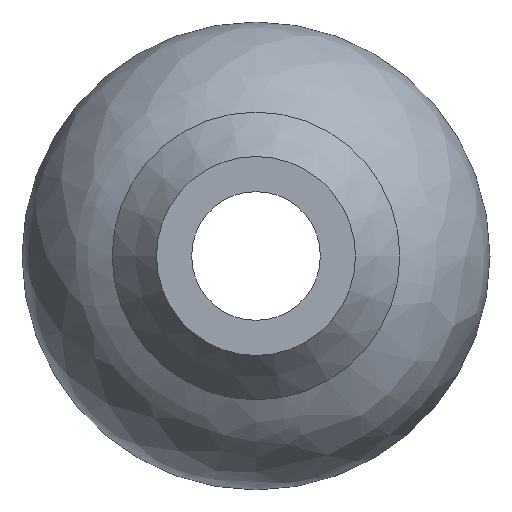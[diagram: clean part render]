
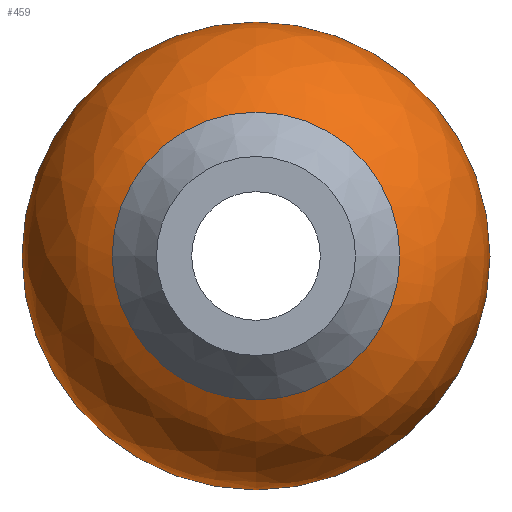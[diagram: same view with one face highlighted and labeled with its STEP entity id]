
A CAD part, front view. The second image highlights one B-rep face of the part: STEP entity #459.
In plain terms, the highlighted free-form (B-spline) face has degree [2, 2] with [3, 9] control points.
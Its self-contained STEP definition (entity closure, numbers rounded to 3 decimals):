
#23=(
BOUNDED_SURFACE()
B_SPLINE_SURFACE(2,2,((#1492,#1493,#1494,#1495,#1496,#1497,#1498,#1499,
#1500),(#1501,#1502,#1503,#1504,#1505,#1506,#1507,#1508,#1509),(#1510,#1511,
#1512,#1513,#1514,#1515,#1516,#1517,#1518)),.UNSPECIFIED.,.F.,.T.,.F.)
B_SPLINE_SURFACE_WITH_KNOTS((3,3),(3,2,2,2,3),(-1.105,0.),(-3.142,
-1.571,0.,1.571,3.142),.UNSPECIFIED.)
GEOMETRIC_REPRESENTATION_ITEM()
RATIONAL_B_SPLINE_SURFACE(((1.,0.707,1.,0.707,1.,
0.707,1.,0.707,1.),(0.851,0.602,
0.851,0.602,0.851,0.602,
0.851,0.602,0.851),(1.,0.707,
1.,0.707,1.,0.707,1.,0.707,1.)))
REPRESENTATION_ITEM('')
SURFACE()
);
#29=CIRCLE('',#503,6.147);
#30=CIRCLE('',#504,6.147);
#33=CIRCLE('',#508,10.);
#34=CIRCLE('',#509,10.);
#35=CIRCLE('',#510,7.);
#36=CIRCLE('',#511,10.);
#58=FACE_OUTER_BOUND('',#85,.T.);
#85=EDGE_LOOP('',(#349,#350,#351,#352,#353,#354,#355));
#204=VERTEX_POINT('',#1481);
#205=VERTEX_POINT('',#1482);
#208=VERTEX_POINT('',#1519);
#209=VERTEX_POINT('',#1520);
#210=VERTEX_POINT('',#1522);
#260=EDGE_CURVE('',#204,#205,#29,.T.);
#261=EDGE_CURVE('',#205,#204,#30,.T.);
#266=EDGE_CURVE('',#208,#209,#33,.T.);
#267=EDGE_CURVE('',#209,#210,#34,.T.);
#268=EDGE_CURVE('',#210,#205,#35,.T.);
#269=EDGE_CURVE('',#210,#208,#36,.T.);
#349=ORIENTED_EDGE('',*,*,#266,.T.);
#350=ORIENTED_EDGE('',*,*,#267,.T.);
#351=ORIENTED_EDGE('',*,*,#268,.T.);
#352=ORIENTED_EDGE('',*,*,#260,.F.);
#353=ORIENTED_EDGE('',*,*,#261,.F.);
#354=ORIENTED_EDGE('',*,*,#268,.F.);
#355=ORIENTED_EDGE('',*,*,#269,.T.);
#459=ADVANCED_FACE('',(#58),#23,.F.);
#503=AXIS2_PLACEMENT_3D('',#1483,#580,#581);
#504=AXIS2_PLACEMENT_3D('',#1484,#582,#583);
#508=AXIS2_PLACEMENT_3D('',#1521,#592,#593);
#509=AXIS2_PLACEMENT_3D('',#1523,#594,#595);
#510=AXIS2_PLACEMENT_3D('',#1524,#596,#597);
#511=AXIS2_PLACEMENT_3D('',#1525,#598,#599);
#580=DIRECTION('center_axis',(0.,-1.,0.));
#581=DIRECTION('ref_axis',(-1.,0.,0.));
#582=DIRECTION('center_axis',(0.,-1.,0.));
#583=DIRECTION('ref_axis',(-1.,0.,0.));
#592=DIRECTION('center_axis',(0.,-1.,0.));
#593=DIRECTION('ref_axis',(-1.,0.,0.));
#594=DIRECTION('center_axis',(0.,-1.,0.));
#595=DIRECTION('ref_axis',(-1.,0.,0.));
#596=DIRECTION('center_axis',(-1.,0.,0.));
#597=DIRECTION('ref_axis',(0.,0.,-1.));
#598=DIRECTION('center_axis',(0.,-1.,0.));
#599=DIRECTION('ref_axis',(-1.,0.,0.));
#1481=CARTESIAN_POINT('',(6.143,-1.987,20.));
#1482=CARTESIAN_POINT('',(-0.004,-1.987,13.853));
#1483=CARTESIAN_POINT('Origin',(-0.004,-1.987,
20.));
#1484=CARTESIAN_POINT('Origin',(-0.004,-1.987,
20.));
#1492=CARTESIAN_POINT('Ctrl Pts',(-0.004,-1.987,
13.853));
#1493=CARTESIAN_POINT('Ctrl Pts',(-6.15,-1.987,13.853));
#1494=CARTESIAN_POINT('Ctrl Pts',(-6.15,-1.987,20.));
#1495=CARTESIAN_POINT('Ctrl Pts',(-6.15,-1.987,26.147));
#1496=CARTESIAN_POINT('Ctrl Pts',(-0.004,-1.987,
26.147));
#1497=CARTESIAN_POINT('Ctrl Pts',(6.143,-1.987,26.147));
#1498=CARTESIAN_POINT('Ctrl Pts',(6.143,-1.987,20.));
#1499=CARTESIAN_POINT('Ctrl Pts',(6.143,-1.987,13.853));
#1500=CARTESIAN_POINT('Ctrl Pts',(-0.004,-1.987,
13.853));
#1501=CARTESIAN_POINT('Ctrl Pts',(-0.004,-0.047,
10.));
#1502=CARTESIAN_POINT('Ctrl Pts',(-10.004,-0.047,
10.));
#1503=CARTESIAN_POINT('Ctrl Pts',(-10.004,-0.047,
20.));
#1504=CARTESIAN_POINT('Ctrl Pts',(-10.004,-0.047,
30.));
#1505=CARTESIAN_POINT('Ctrl Pts',(-0.004,-0.047,
30.));
#1506=CARTESIAN_POINT('Ctrl Pts',(9.996,-0.047,
30.));
#1507=CARTESIAN_POINT('Ctrl Pts',(9.996,-0.047,
20.));
#1508=CARTESIAN_POINT('Ctrl Pts',(9.996,-0.047,
10.));
#1509=CARTESIAN_POINT('Ctrl Pts',(-0.004,-0.047,
10.));
#1510=CARTESIAN_POINT('Ctrl Pts',(-0.004,4.266,
10.));
#1511=CARTESIAN_POINT('Ctrl Pts',(-10.004,4.266,10.));
#1512=CARTESIAN_POINT('Ctrl Pts',(-10.004,4.266,20.));
#1513=CARTESIAN_POINT('Ctrl Pts',(-10.004,4.266,30.));
#1514=CARTESIAN_POINT('Ctrl Pts',(-0.004,4.266,
30.));
#1515=CARTESIAN_POINT('Ctrl Pts',(9.996,4.266,30.));
#1516=CARTESIAN_POINT('Ctrl Pts',(9.996,4.266,20.));
#1517=CARTESIAN_POINT('Ctrl Pts',(9.996,4.266,10.));
#1518=CARTESIAN_POINT('Ctrl Pts',(-0.004,4.266,
10.));
#1519=CARTESIAN_POINT('',(-0.004,4.266,30.));
#1520=CARTESIAN_POINT('',(-10.004,4.266,20.));
#1521=CARTESIAN_POINT('Origin',(-0.004,4.266,20.));
#1522=CARTESIAN_POINT('',(-0.004,4.266,10.));
#1523=CARTESIAN_POINT('Origin',(-0.004,4.266,20.));
#1524=CARTESIAN_POINT('Origin',(-0.004,4.266,17.));
#1525=CARTESIAN_POINT('Origin',(-0.004,4.266,20.));
